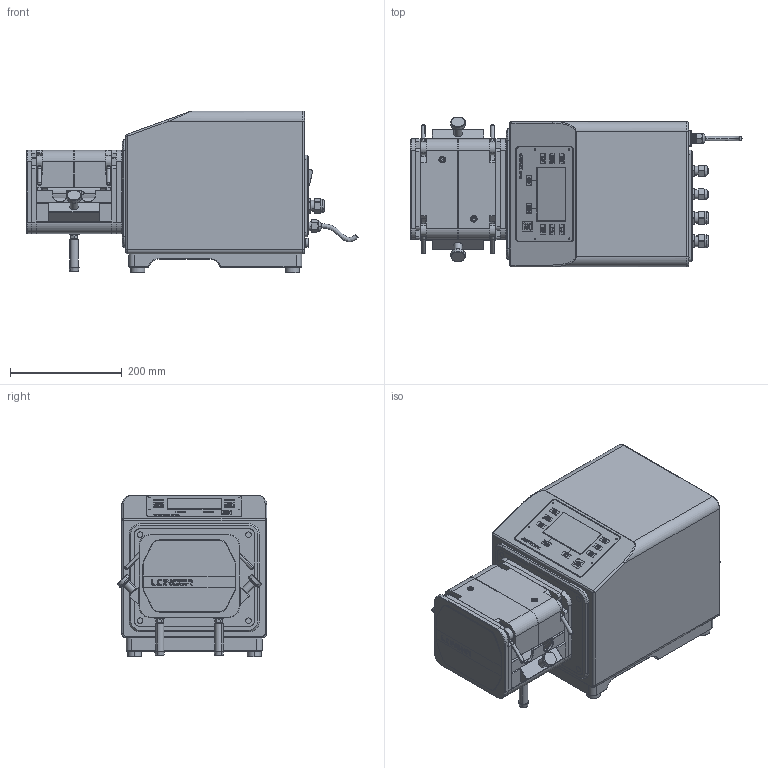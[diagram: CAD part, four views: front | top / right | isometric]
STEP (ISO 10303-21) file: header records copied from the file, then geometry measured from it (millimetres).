
FILE_DESCRIPTION (( 'STEP AP214' ), '1' );
FILE_NAME ('BP01+LPH01.STEP', '2022-07-13T06:10:22', ( 'lg' ), ( '' ), 'SwSTEP 2.0', 'SolidWorks 2013', '' );
FILE_SCHEMA (( 'AUTOMOTIVE_DESIGN' ));
Length unit declared in the file: millimetre
Products named in the file (1): BP01+LPH01
Bounding box: 594.58 x 268.39 x 290 mm (x, y, z)
Surface area: 1046436.2 mm2 (no closed solid volume)
Topology: 0 solids, 142 shells, 1226 faces, 5024 edges, 3870 vertices
Faces by surface type: plane 601, cylinder 336, cone 138, torus 96, sphere 32, bspline 23
Entity records: 72450 total; most frequent: CARTESIAN_POINT 17996, DIRECTION 8672, ORIENTED_EDGE 7223, EDGE_CURVE 5022, VERTEX_POINT 3870, AXIS2_PLACEMENT_3D 3021, VECTOR 2630, LINE 2630
